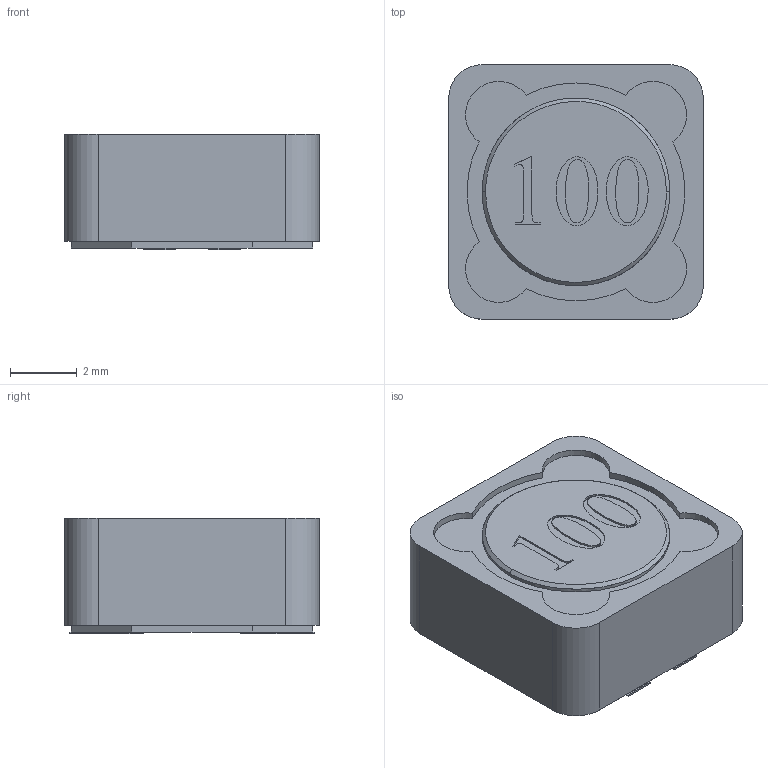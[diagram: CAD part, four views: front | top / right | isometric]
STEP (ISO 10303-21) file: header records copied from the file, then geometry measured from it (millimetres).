
FILE_DESCRIPTION (( 'STEP AP214' ), '1' );
FILE_NAME ('5DB2069E-2D86-42F4-BF6E-B35589138181.STEP', '2023-12-17T12:21:40', ( '' ), ( '' ), 'SwSTEP 2.0', 'SolidWorks 2022', '' );
FILE_SCHEMA (( 'AUTOMOTIVE_DESIGN' ));
Length unit declared in the file: millimetre
Products named in the file (1): 5DB2069E-2D86-42F4-BF6E-B35589138181
Bounding box: 7.6 x 7.6 x 3.45 mm (x, y, z)
Volume: 188.3 mm3; surface area: 221.2 mm2
Topology: 1 solids, 1 shells, 113 faces, 296 edges, 194 vertices
Faces by surface type: plane 55, bspline 39, cylinder 19
Entity records: 6352 total; most frequent: CARTESIAN_POINT 2787, ORIENTED_EDGE 592, DIRECTION 402, EDGE_CURVE 296, VERTEX_POINT 194, VECTOR 180, LINE 180, EDGE_LOOP 122
